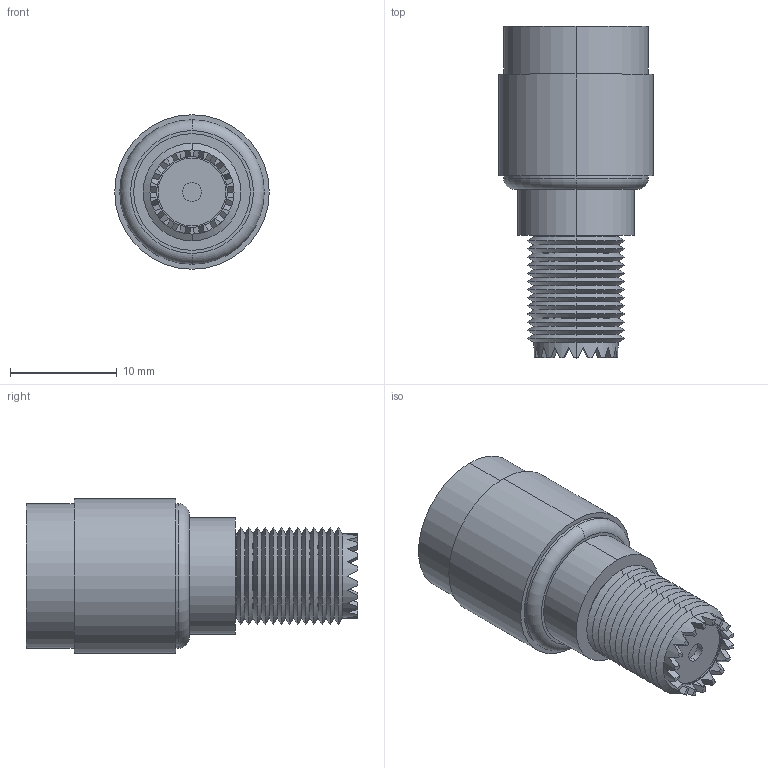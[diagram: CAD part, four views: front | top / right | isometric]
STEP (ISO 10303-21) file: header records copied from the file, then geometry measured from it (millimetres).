
FILE_DESCRIPTION (( 'STEP AP203' ), '1' );
FILE_NAME ('BA881.STEP', '2006-06-30T19:26:13', ( ' ' ), ( ' ' ), 'SwSTEP 2.0', 'SolidWorks 2005354', '' );
FILE_SCHEMA (( 'CONFIG_CONTROL_DESIGN' ));
Length unit declared in the file: inch
Products named in the file (1): BA881
Bounding box: 14.48 x 31.09 x 14.48 mm (x, y, z)
Volume: 2641.1 mm3; surface area: 2884.9 mm2
Topology: 1 solids, 1 shells, 216 faces, 493 edges, 290 vertices
Faces by surface type: plane 91, cylinder 71, cone 52, torus 2
Entity records: 6082 total; most frequent: CARTESIAN_POINT 1216, DIRECTION 1069, ORIENTED_EDGE 986, EDGE_CURVE 493, AXIS2_PLACEMENT_3D 431, VERTEX_POINT 290, EDGE_LOOP 227, FACE_OUTER_BOUND 216
